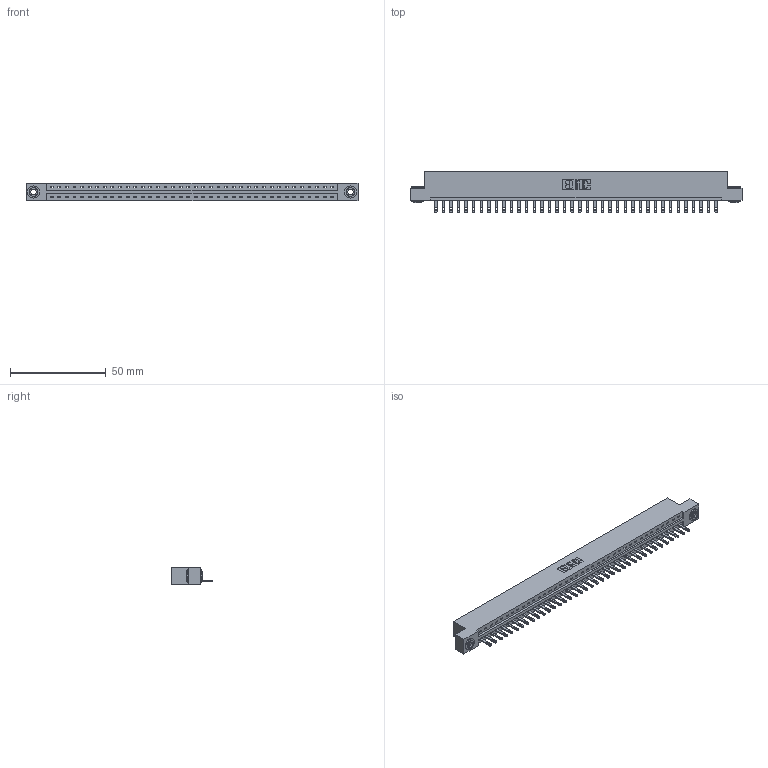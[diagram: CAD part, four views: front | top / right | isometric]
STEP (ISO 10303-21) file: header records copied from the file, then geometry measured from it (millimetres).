
FILE_DESCRIPTION (( 'STEP AP203' ), '1' );
FILE_NAME ('887-038-500-103.STEP', '2020-09-20T22:40:55', ( '' ), ( '' ), 'SwSTEP 2.0', 'SolidWorks 2020', '' );
FILE_SCHEMA (( 'CONFIG_CONTROL_DESIGN' ));
Length unit declared in the file: inch
Products named in the file (4): 887-038-500-103; 345-292-001_345-293-100; 345-250-002_345-250-002-102; 837 Part_Flush Mounting Lugs - 0.156 Dia-TH
Assembly tree (41 placements, depth 2):
  887-038-500-103
    837 Part_Flush Mounting Lugs - 0.156 Dia-TH
    345-292-001_345-293-100  x38
    345-250-002_345-250-002-102  x2
Bounding box: 173.58 x 21.85 x 9.4 mm (x, y, z)
Volume: 18034 mm3; surface area: 18934.7 mm2
Topology: 41 solids, 41 shells, 2356 faces, 7227 edges, 4814 vertices
Faces by surface type: plane 1600, cylinder 748, cone 8
Entity records: 29344 total; most frequent: CARTESIAN_POINT 5087, ORIENTED_EDGE 5054, DIRECTION 4325, EDGE_CURVE 2527, VECTOR 2371, LINE 2371, VERTEX_POINT 1682, AXIS2_PLACEMENT_3D 977
